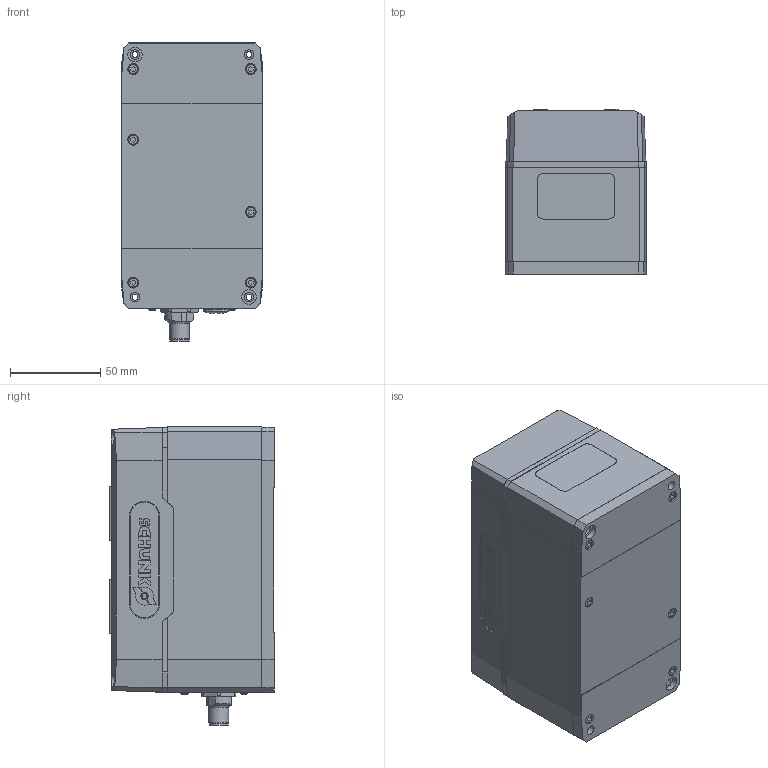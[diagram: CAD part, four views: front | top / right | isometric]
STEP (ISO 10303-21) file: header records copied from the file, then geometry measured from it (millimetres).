
FILE_DESCRIPTION(/* description */ ('STEP AP203'),/* implementation_level */ '2;1');
FILE_NAME(/* name */ 'SCHUNK-1491771 EGK 50-IL-M-B_000ohne0',/* time_stamp */ '2025-11-20T21:01:00+01:00',/* author */ ('License CC BY-ND 4.0'),/* organization */ ('CADENAS'),/* preprocessor_version */ 'ST-DEVELOPER v20',/* originating_system */ 'PARTsolutions',/* authorisation */ ' ');
FILE_SCHEMA (('CONFIG_CONTROL_DESIGN'));
Length unit declared in the file: millimetre
Products named in the file (5): SCHUNK-1491771 EGK 50-IL-M-B,000ohne0; SCHUNK-Dummy 1491771 EGK 50-IL-M-B,000ohne0; SCHUNK-.Gehaeuse EGK 50 IL 0; SCHUNK-9957615 Typenschild 16x64x0.3; SCHUNK-1499800Grundbacke EGK 50
Assembly tree (6 placements, depth 2):
  SCHUNK-1491771 EGK 50-IL-M-B,000ohne0
    SCHUNK-Dummy 1491771 EGK 50-IL-M-B,000ohne0
    SCHUNK-.Gehaeuse EGK 50 IL 0
    SCHUNK-9957615 Typenschild 16x64x0.3  x2
    SCHUNK-1499800Grundbacke EGK 50  x2
Bounding box: 78 x 91 x 164.85 mm (x, y, z)
Volume: 989452.4 mm3; surface area: 83655.8 mm2
Topology: 5 solids, 11 shells, 1015 faces, 2628 edges, 1742 vertices
Faces by surface type: plane 816, cylinder 163, sphere 14, cone 14, torus 8
Full cylindrical faces by diameter (mm): 1 x4, 2.2 x4, 2.459 x1, 2.832 x2, 3.242 x4, 3.3 x10, 3.5 x1, 4 x8, 4.134 x4, 4.46 x4, 5.2 x4, 5.5 x6, 6 x10, 8 x8, 10.7 x1, 10.9 x1, 14 x1
Entity records: 26801 total; most frequent: CARTESIAN_POINT 4760, ORIENTED_EDGE 4458, DIRECTION 4340, EDGE_CURVE 2229, LINE 1886, VECTOR 1886, VERTEX_POINT 1532, AXIS2_PLACEMENT_3D 1227
